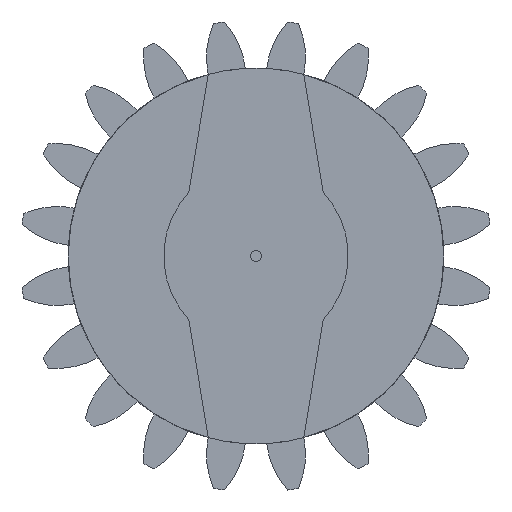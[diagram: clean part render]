
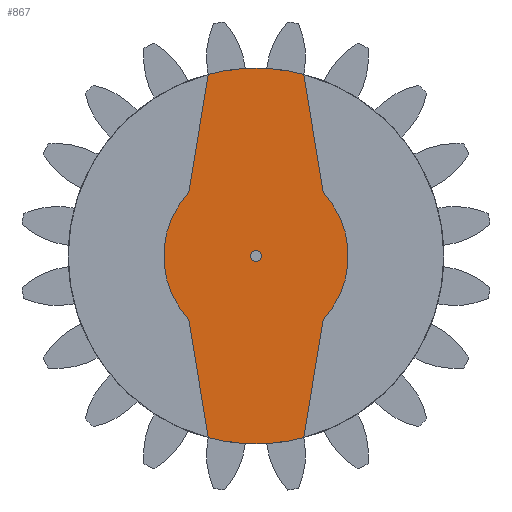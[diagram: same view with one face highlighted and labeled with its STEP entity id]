
A CAD part, left-side view. The second image highlights one B-rep face of the part: STEP entity #867.
In plain terms, the highlighted planar face has unit normal (-1, 0, 0).
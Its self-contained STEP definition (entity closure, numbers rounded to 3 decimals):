
#36 = ORIENTED_EDGE ( 'NONE', *, *, #557, .T. ) ;
#111 = ORIENTED_EDGE ( 'NONE', *, *, #649, .T. ) ;
#125 = CARTESIAN_POINT ( 'NONE',  ( -1., -2.8, -15.95 ) ) ;
#252 = ORIENTED_EDGE ( 'NONE', *, *, #803, .T. ) ;
#262 = CIRCLE ( 'NONE', #319, 13.124 ) ;
#265 = DIRECTION ( 'NONE',  ( 0., 0., -1. ) ) ;
#268 = EDGE_CURVE ( 'NONE', #2716, #2238, #262, .T. ) ;
#308 = DIRECTION ( 'NONE',  ( 1., 0., 0. ) ) ;
#319 = AXIS2_PLACEMENT_3D ( 'NONE', #3206, #2724, #1381 ) ;
#355 = EDGE_CURVE ( 'NONE', #2381, #2170, #2091, .T. ) ;
#423 = LINE ( 'NONE', #125, #2213 ) ;
#496 = CARTESIAN_POINT ( 'NONE',  ( -1., 2.8, 15.95 ) ) ;
#530 = ORIENTED_EDGE ( 'NONE', *, *, #1001, .T. ) ;
#557 = EDGE_CURVE ( 'NONE', #1936, #2053, #2562, .T. ) ;
#566 = VECTOR ( 'NONE', #1279, 1000. ) ;
#572 = CIRCLE ( 'NONE', #2108, 13.124 ) ;
#649 = EDGE_CURVE ( 'NONE', #1627, #2716, #2911, .T. ) ;
#651 = AXIS2_PLACEMENT_3D ( 'NONE', #1950, #3022, #1464 ) ;
#702 = VECTOR ( 'NONE', #823, 1000. ) ;
#761 = VECTOR ( 'NONE', #1802, 1000. ) ;
#803 = EDGE_CURVE ( 'NONE', #2170, #1861, #2693, .T. ) ;
#810 = ORIENTED_EDGE ( 'NONE', *, *, #2450, .T. ) ;
#823 = DIRECTION ( 'NONE',  ( 0., 0.163, 0.987 ) ) ;
#864 = CARTESIAN_POINT ( 'NONE',  ( -1., 0., 0. ) ) ;
#867 = ADVANCED_FACE ( 'NONE', ( #1405, #2216 ), #2764, .F. ) ;
#877 = DIRECTION ( 'NONE',  ( 0., 0., -1. ) ) ;
#962 = CARTESIAN_POINT ( 'NONE',  ( -1., -4.7, 4.417 ) ) ;
#1001 = EDGE_CURVE ( 'NONE', #1284, #3402, #3407, .T. ) ;
#1035 = CARTESIAN_POINT ( 'NONE',  ( -1., 0., 0. ) ) ;
#1057 = CIRCLE ( 'NONE', #3255, 6.45 ) ;
#1106 = DIRECTION ( 'NONE',  ( 0., 0., -1. ) ) ;
#1109 = AXIS2_PLACEMENT_3D ( 'NONE', #2981, #2631, #265 ) ;
#1115 = VERTEX_POINT ( 'NONE', #2437 ) ;
#1137 = ORIENTED_EDGE ( 'NONE', *, *, #3371, .T. ) ;
#1177 = EDGE_LOOP ( 'NONE', ( #2820, #530 ) ) ;
#1197 = CARTESIAN_POINT ( 'NONE',  ( -1., 0., 0.4 ) ) ;
#1205 = ORIENTED_EDGE ( 'NONE', *, *, #268, .T. ) ;
#1279 = DIRECTION ( 'NONE',  ( 0., -0.163, -0.987 ) ) ;
#1284 = VERTEX_POINT ( 'NONE', #2761 ) ;
#1343 = CARTESIAN_POINT ( 'NONE',  ( -1., 0., 0. ) ) ;
#1377 = AXIS2_PLACEMENT_3D ( 'NONE', #1504, #1799, #2607 ) ;
#1381 = DIRECTION ( 'NONE',  ( 0., 0., -1. ) ) ;
#1405 = FACE_OUTER_BOUND ( 'NONE', #1846, .T. ) ;
#1455 = DIRECTION ( 'NONE',  ( 0., -0.163, 0.987 ) ) ;
#1464 = DIRECTION ( 'NONE',  ( 0., 0., -1. ) ) ;
#1476 = ORIENTED_EDGE ( 'NONE', *, *, #1727, .T. ) ;
#1504 = CARTESIAN_POINT ( 'NONE',  ( -1., 0., 0. ) ) ;
#1588 = ORIENTED_EDGE ( 'NONE', *, *, #3052, .T. ) ;
#1616 = CARTESIAN_POINT ( 'NONE',  ( -1., 3.337, -12.693 ) ) ;
#1627 = VERTEX_POINT ( 'NONE', #962 ) ;
#1651 = DIRECTION ( 'NONE',  ( -1., 0., 0. ) ) ;
#1726 = VERTEX_POINT ( 'NONE', #3392 ) ;
#1727 = EDGE_CURVE ( 'NONE', #2053, #1726, #3084, .T. ) ;
#1791 = CARTESIAN_POINT ( 'NONE',  ( -1., -3.337, -12.693 ) ) ;
#1799 = DIRECTION ( 'NONE',  ( 1., 0., 0. ) ) ;
#1802 = DIRECTION ( 'NONE',  ( 0., 0.163, -0.987 ) ) ;
#1807 = DIRECTION ( 'NONE',  ( -1., 0., 0. ) ) ;
#1839 = EDGE_CURVE ( 'NONE', #1115, #1627, #1057, .T. ) ;
#1842 = CARTESIAN_POINT ( 'NONE',  ( -1., 0., 13.124 ) ) ;
#1846 = EDGE_LOOP ( 'NONE', ( #1205, #810, #36, #1476, #1588, #2961, #252, #1137, #3250, #111 ) ) ;
#1861 = VERTEX_POINT ( 'NONE', #1791 ) ;
#1936 = VERTEX_POINT ( 'NONE', #3207 ) ;
#1950 = CARTESIAN_POINT ( 'NONE',  ( -1., 0., -15.95 ) ) ;
#2053 = VERTEX_POINT ( 'NONE', #2478 ) ;
#2062 = DIRECTION ( 'NONE',  ( 0., 0., 1. ) ) ;
#2072 = CARTESIAN_POINT ( 'NONE',  ( -1., -3.337, 12.693 ) ) ;
#2091 = CIRCLE ( 'NONE', #2529, 13.124 ) ;
#2108 = AXIS2_PLACEMENT_3D ( 'NONE', #1343, #1651, #877 ) ;
#2170 = VERTEX_POINT ( 'NONE', #2342 ) ;
#2213 = VECTOR ( 'NONE', #1455, 1000. ) ;
#2216 = FACE_BOUND ( 'NONE', #1177, .T. ) ;
#2238 = VERTEX_POINT ( 'NONE', #1842 ) ;
#2310 = LINE ( 'NONE', #2885, #566 ) ;
#2342 = CARTESIAN_POINT ( 'NONE',  ( -1., 0., -13.124 ) ) ;
#2347 = DIRECTION ( 'NONE',  ( -1., 0., 0. ) ) ;
#2381 = VERTEX_POINT ( 'NONE', #1616 ) ;
#2413 = CARTESIAN_POINT ( 'NONE',  ( -1., 0., 0. ) ) ;
#2437 = CARTESIAN_POINT ( 'NONE',  ( -1., -4.7, -4.417 ) ) ;
#2439 = AXIS2_PLACEMENT_3D ( 'NONE', #864, #308, #1106 ) ;
#2450 = EDGE_CURVE ( 'NONE', #2238, #1936, #572, .T. ) ;
#2475 = AXIS2_PLACEMENT_3D ( 'NONE', #1035, #1807, #2062 ) ;
#2477 = DIRECTION ( 'NONE',  ( -1., 0., 0. ) ) ;
#2478 = CARTESIAN_POINT ( 'NONE',  ( -1., 4.7, 4.417 ) ) ;
#2529 = AXIS2_PLACEMENT_3D ( 'NONE', #2413, #2477, #2804 ) ;
#2562 = LINE ( 'NONE', #496, #761 ) ;
#2607 = DIRECTION ( 'NONE',  ( 0., 0., -1. ) ) ;
#2619 = CARTESIAN_POINT ( 'NONE',  ( -1., 0., 0. ) ) ;
#2631 = DIRECTION ( 'NONE',  ( -1., 0., 0. ) ) ;
#2693 = CIRCLE ( 'NONE', #1109, 13.124 ) ;
#2716 = VERTEX_POINT ( 'NONE', #2072 ) ;
#2724 = DIRECTION ( 'NONE',  ( -1., 0., 0. ) ) ;
#2761 = CARTESIAN_POINT ( 'NONE',  ( -1., 0., -0.4 ) ) ;
#2764 = PLANE ( 'NONE',  #651 ) ;
#2804 = DIRECTION ( 'NONE',  ( 0., 0., -1. ) ) ;
#2820 = ORIENTED_EDGE ( 'NONE', *, *, #3210, .T. ) ;
#2885 = CARTESIAN_POINT ( 'NONE',  ( -1., 2.8, -15.95 ) ) ;
#2911 = LINE ( 'NONE', #3200, #702 ) ;
#2961 = ORIENTED_EDGE ( 'NONE', *, *, #355, .T. ) ;
#2981 = CARTESIAN_POINT ( 'NONE',  ( -1., 0., 0. ) ) ;
#3022 = DIRECTION ( 'NONE',  ( 1., 0., 0. ) ) ;
#3052 = EDGE_CURVE ( 'NONE', #1726, #2381, #2310, .T. ) ;
#3084 = CIRCLE ( 'NONE', #2475, 6.45 ) ;
#3200 = CARTESIAN_POINT ( 'NONE',  ( -1., -2.8, 15.95 ) ) ;
#3206 = CARTESIAN_POINT ( 'NONE',  ( -1., 0., 0. ) ) ;
#3207 = CARTESIAN_POINT ( 'NONE',  ( -1., 3.337, 12.693 ) ) ;
#3210 = EDGE_CURVE ( 'NONE', #3402, #1284, #3316, .T. ) ;
#3250 = ORIENTED_EDGE ( 'NONE', *, *, #1839, .T. ) ;
#3255 = AXIS2_PLACEMENT_3D ( 'NONE', #2619, #2347, #3394 ) ;
#3316 = CIRCLE ( 'NONE', #2439, 0.4 ) ;
#3371 = EDGE_CURVE ( 'NONE', #1861, #1115, #423, .T. ) ;
#3392 = CARTESIAN_POINT ( 'NONE',  ( -1., 4.7, -4.417 ) ) ;
#3394 = DIRECTION ( 'NONE',  ( 0., 0., 1. ) ) ;
#3402 = VERTEX_POINT ( 'NONE', #1197 ) ;
#3407 = CIRCLE ( 'NONE', #1377, 0.4 ) ;
